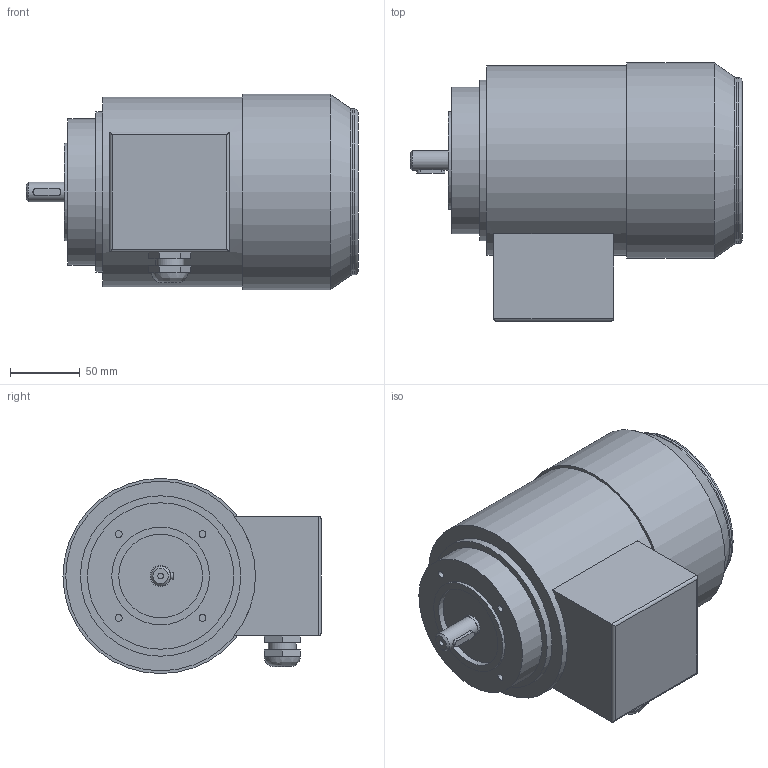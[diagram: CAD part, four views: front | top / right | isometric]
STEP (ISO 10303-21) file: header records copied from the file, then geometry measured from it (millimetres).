
FILE_DESCRIPTION( ( 'Unknown' ), '1' );
FILE_NAME( 'SILNIKI WU-DA71 B14.stp', 'Unknown', ( 'Unknown' ), ( 'Unknown' ), 'XStep 1.0', 'Unknown', ' ' );
FILE_SCHEMA( ( 'CONFIG_CONTROL_DESIGN' ) );
Length unit declared in the file: millimetre
Products named in the file (1): 1
Bounding box: 238 x 185 x 140 mm (x, y, z)
Volume: 3294313.9 mm3; surface area: 138999.1 mm2
Topology: 1 solids, 1 shells, 70 faces, 137 edges, 86 vertices
Faces by surface type: plane 43, cylinder 22, torus 2, cone 2, bspline 1
Full cylindrical faces by diameter (mm): 4.134 x1, 4.917 x4, 12 x1, 14 x1, 15 x1, 20 x1, 60 x1, 70 x1, 105 x1, 115 x1, 119 x1, 136 x1, 140 x1
Entity records: 1793 total; most frequent: CARTESIAN_POINT 360, DIRECTION 302, ORIENTED_EDGE 230, AXIS2_PLACEMENT_3D 119, EDGE_CURVE 115, EDGE_LOOP 108, FACE_OUTER_BOUND 89, VERTEX_POINT 85
